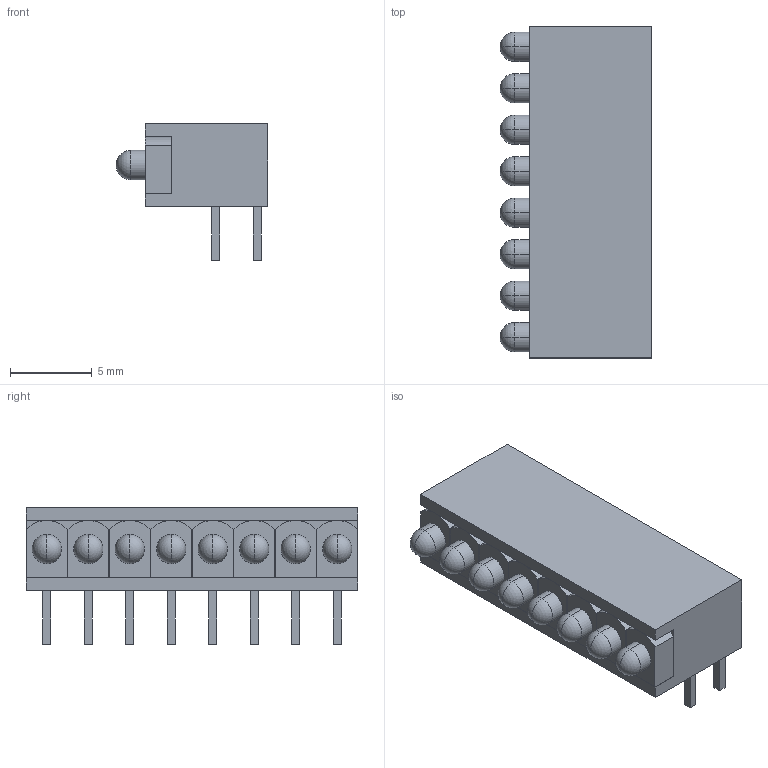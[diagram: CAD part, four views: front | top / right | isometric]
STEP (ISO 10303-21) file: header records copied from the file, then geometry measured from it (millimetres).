
FILE_DESCRIPTION((''),'2;1');
FILE_NAME('LED_MENTOR_RTZ.2081G.stp','2011-01-31T11:05:37',(''),(''),'Mechanical Desktop 2011','Mechanical Desktop 2011',', , ');
FILE_SCHEMA(('AUTOMOTIVE_DESIGN { 1 2 10303 214 1 1 1 1 }'));
Length unit declared in the file: millimetre
Products named in the file (1): Product
Bounding box: 9.3 x 20.32 x 8.38 mm (x, y, z)
Volume: 810.9 mm3; surface area: 1133.9 mm2
Topology: 33 solids, 33 shells, 194 faces, 392 edges, 248 vertices
Faces by surface type: plane 154, cylinder 24, sphere 16
Entity records: 4907 total; most frequent: DIRECTION 830, CARTESIAN_POINT 819, ORIENTED_EDGE 752, EDGE_CURVE 376, VECTOR 312, LINE 312, AXIS2_PLACEMENT_3D 259, VERTEX_POINT 248
